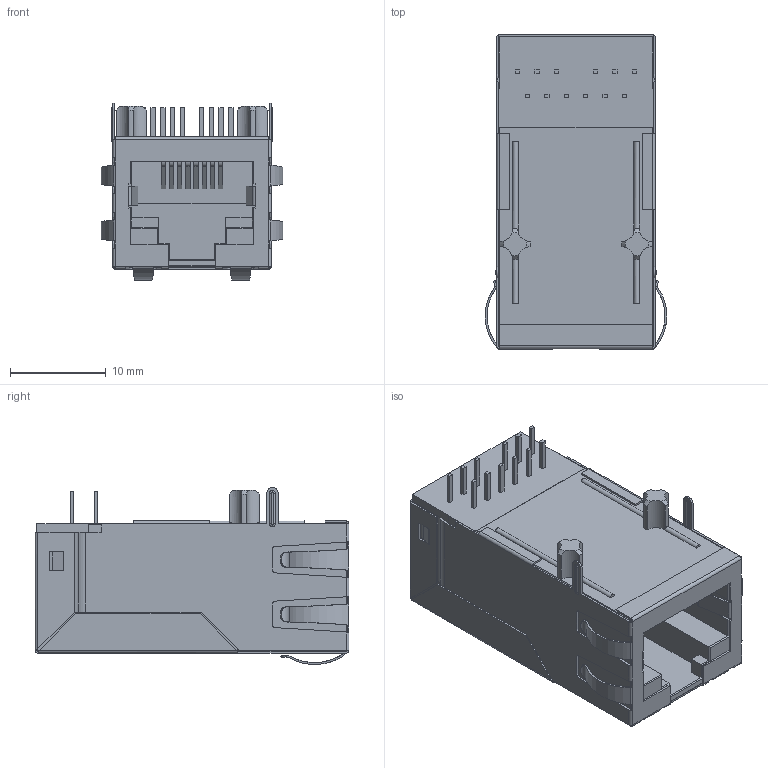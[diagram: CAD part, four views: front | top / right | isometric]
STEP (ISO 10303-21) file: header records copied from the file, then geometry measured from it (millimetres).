
FILE_DESCRIPTION(/* description */ ('Unknown'),/* implementation_level */ '2;1');
FILE_NAME(/* name */ '7499111000A',/* time_stamp */ '2021-11-17T15:06:54+01:00',/* author */ ('Unknown'),/* organization */ ('Unknown'),/* preprocessor_version */ 'ST-DEVELOPER v16.7',/* originating_system */ 'Unknown',/* authorisation */ ' ');
FILE_SCHEMA (('CONFIG_CONTROL_DESIGN'));
Length unit declared in the file: millimetre
Products named in the file (3): id3; Insulator; Shielding
Assembly tree (2 placements, depth 2):
  id3
    Insulator
    Shielding
Bounding box: 18.98 x 32.8 x 18.5 mm (x, y, z)
Volume: 6134.3 mm3; surface area: 6738 mm2
Topology: 2 solids, 2 shells, 794 faces, 2101 edges, 1336 vertices
Faces by surface type: plane 519, cylinder 181, bspline 72, cone 8, torus 8, sphere 6
Entity records: 32058 total; most frequent: CARTESIAN_POINT 7564, ORIENTED_EDGE 4174, DIRECTION 3459, EDGE_CURVE 2087, VERTEX_POINT 1336, LINE 1313, VECTOR 1313, AXIS2_PLACEMENT_3D 1073
